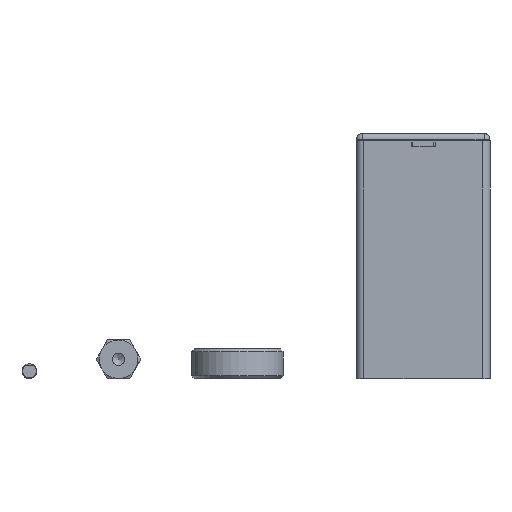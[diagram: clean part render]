
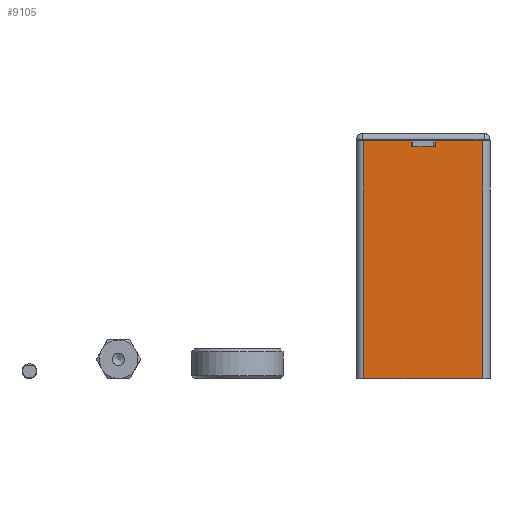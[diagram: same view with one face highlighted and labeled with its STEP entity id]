
A CAD part, left-side view. The second image highlights one B-rep face of the part: STEP entity #9105.
In plain terms, the highlighted planar face has unit normal (-1, 0, 0).
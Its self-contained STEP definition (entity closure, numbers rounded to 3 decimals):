
#1428=FACE_OUTER_BOUND('',#1946,.T.);
#1946=EDGE_LOOP('',(#7167,#7168,#7169,#7170));
#2594=LINE('',#14588,#3260);
#2653=LINE('',#14762,#3319);
#2705=LINE('',#14909,#3371);
#2706=LINE('',#14911,#3372);
#3260=VECTOR('',#11531,10.);
#3319=VECTOR('',#11686,10.);
#3371=VECTOR('',#11838,10.);
#3372=VECTOR('',#11841,10.);
#3947=VERTEX_POINT('',#14585);
#3948=VERTEX_POINT('',#14587);
#4014=VERTEX_POINT('',#14759);
#4015=VERTEX_POINT('',#14761);
#5032=EDGE_CURVE('',#3947,#3948,#2594,.T.);
#5120=EDGE_CURVE('',#4015,#4014,#2653,.T.);
#5196=EDGE_CURVE('',#3947,#4015,#2705,.T.);
#5197=EDGE_CURVE('',#3948,#4014,#2706,.T.);
#7167=ORIENTED_EDGE('',*,*,#5120,.T.);
#7168=ORIENTED_EDGE('',*,*,#5197,.F.);
#7169=ORIENTED_EDGE('',*,*,#5032,.F.);
#7170=ORIENTED_EDGE('',*,*,#5196,.T.);
#8799=PLANE('',#10017);
#9105=ADVANCED_FACE('',(#1428),#8799,.T.);
#10017=AXIS2_PLACEMENT_3D('',#14910,#11839,#11840);
#11531=DIRECTION('',(0.,1.,0.));
#11686=DIRECTION('',(0.,1.,0.));
#11838=DIRECTION('',(0.,0.,1.));
#11839=DIRECTION('center_axis',(-1.,0.,0.));
#11840=DIRECTION('ref_axis',(0.,0.,1.));
#11841=DIRECTION('',(0.,0.,1.));
#14585=CARTESIAN_POINT('',(-45.,-20.,0.));
#14587=CARTESIAN_POINT('',(-45.,20.,0.));
#14588=CARTESIAN_POINT('',(-45.,-10.,0.));
#14759=CARTESIAN_POINT('',(-45.,20.,80.));
#14761=CARTESIAN_POINT('',(-45.,-20.,80.));
#14762=CARTESIAN_POINT('',(-45.,-10.,80.));
#14909=CARTESIAN_POINT('',(-45.,-20.,0.));
#14910=CARTESIAN_POINT('Origin',(-45.,-20.,0.));
#14911=CARTESIAN_POINT('',(-45.,20.,0.));
